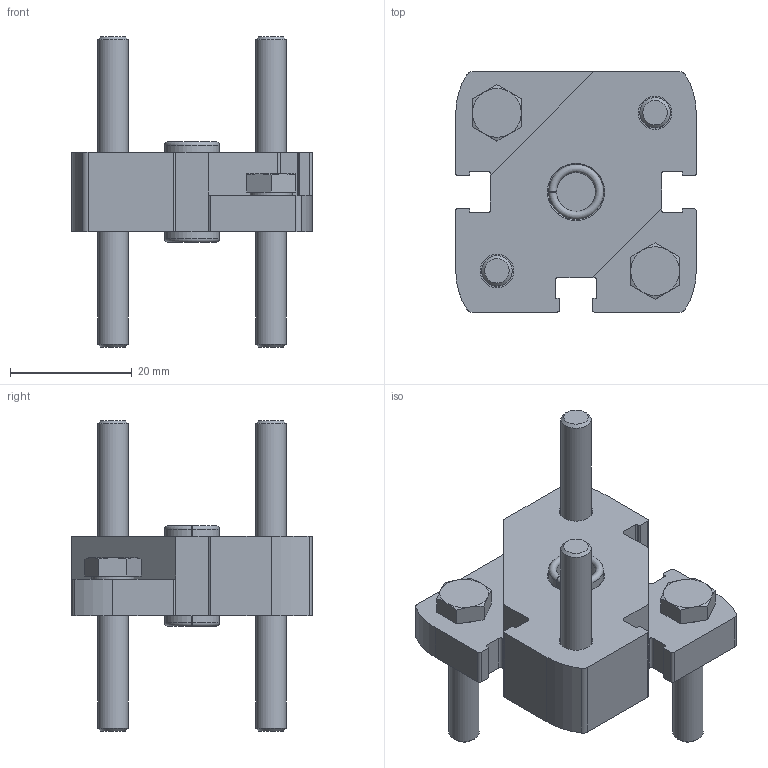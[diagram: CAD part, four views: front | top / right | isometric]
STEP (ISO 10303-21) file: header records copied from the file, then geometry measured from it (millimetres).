
FILE_DESCRIPTION(/* description */ ('STEP AP214'),/* implementation_level */ '2;1');
FILE_NAME(/* name */ '537266_DPNA-25',/* time_stamp */ '2024-08-20T22:23:29+02:00',/* author */ ('License CC BY-ND 4.0'),/* organization */ ('CADENAS'),/* preprocessor_version */ 'ST-DEVELOPER v19.3',/* originating_system */ 'PARTsolutions',/* authorisation */ ' ');
FILE_SCHEMA (('AUTOMOTIVE_DESIGN {1 0 10303 214 3 1 1}'));
Length unit declared in the file: millimetre
Products named in the file (5): 537266 DPNA-25; 537266 DPNA-25---(P); DIN-7984 - M5x25(F); Hexagon bolt DIN 933 - M5x25; 8137184 ZBH-9-B
Assembly tree (7 placements, depth 2):
  537266 DPNA-25
    537266 DPNA-25---(P)
    DIN-7984 - M5x25(F)  x2
    Hexagon bolt DIN 933 - M5x25  x2
    8137184 ZBH-9-B  x2
Bounding box: 39.5 x 39.5 x 51 mm (x, y, z)
Volume: 16479.5 mm3; surface area: 8652.1 mm2
Topology: 7 solids, 7 shells, 160 faces, 380 edges, 246 vertices
Faces by surface type: plane 82, cylinder 52, cone 18, torus 8
Full cylindrical faces by diameter (mm): 5 x4, 5.5 x4, 6.88 x2, 8.5 x2, 9 x2, 10 x2
Entity records: 3698 total; most frequent: CARTESIAN_POINT 666, DIRECTION 626, ORIENTED_EDGE 564, EDGE_CURVE 282, AXIS2_PLACEMENT_3D 232, VERTEX_POINT 196, LINE 162, VECTOR 162
